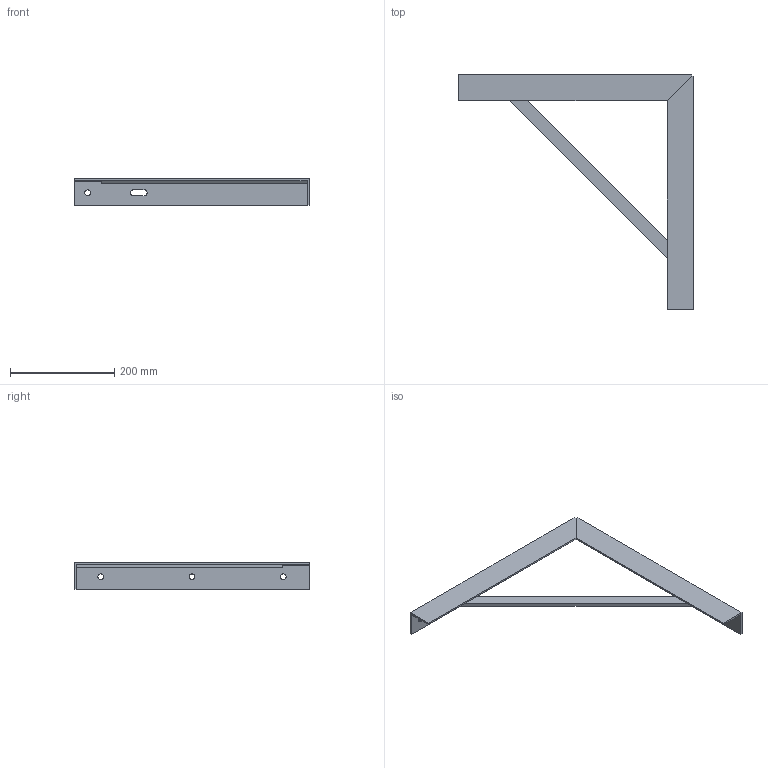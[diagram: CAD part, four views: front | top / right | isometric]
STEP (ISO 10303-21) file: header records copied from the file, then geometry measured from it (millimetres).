
FILE_DESCRIPTION (( 'STEP AP203' ), '1' );
FILE_NAME ('T34000.STEP', '2018-07-20T14:03:48', ( '' ), ( '' ), 'SwSTEP 2.0', 'SolidWorks 2016', '' );
FILE_SCHEMA (( 'CONFIG_CONTROL_DESIGN' ));
Length unit declared in the file: millimetre
Products named in the file (4): TH2177; TH2179; T34000; TH2178
Assembly tree (3 placements, depth 2):
  T34000
    TH2177
    TH2178
    TH2179
Bounding box: 450 x 450 x 50 mm (x, y, z)
Volume: 331915.1 mm3; surface area: 207488.9 mm2
Topology: 3 solids, 3 shells, 40 faces, 100 edges, 66 vertices
Faces by surface type: plane 28, cylinder 12
Entity records: 1624 total; most frequent: CARTESIAN_POINT 218, DIRECTION 212, ORIENTED_EDGE 200, EDGE_CURVE 100, LINE 76, VECTOR 76, AXIS2_PLACEMENT_3D 68, VERTEX_POINT 66
